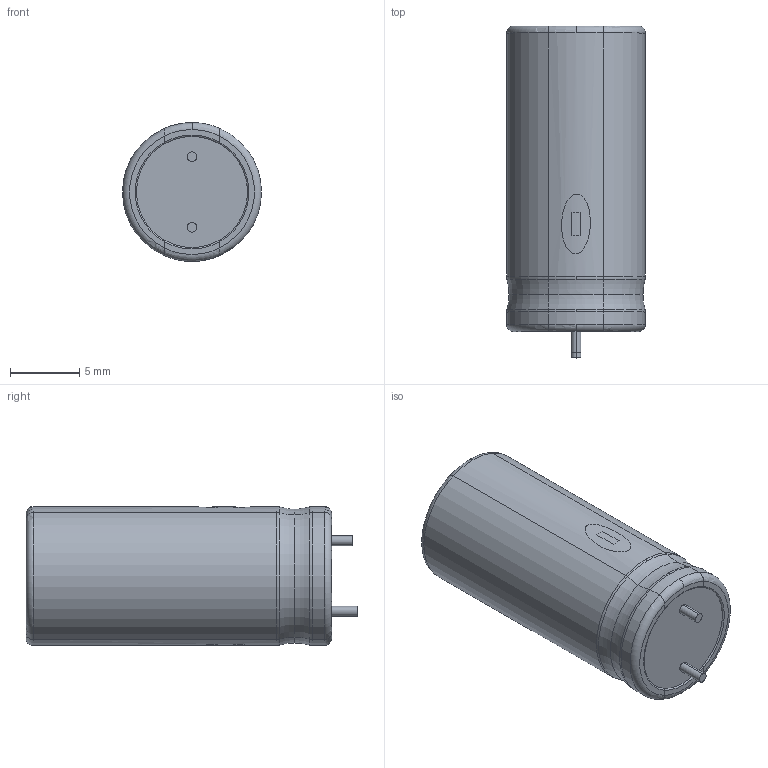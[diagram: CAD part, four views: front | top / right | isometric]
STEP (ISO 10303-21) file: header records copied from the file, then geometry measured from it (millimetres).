
FILE_DESCRIPTION (( 'STEP AP214' ), '1' );
FILE_NAME ('a.STEP', '2017-12-11T18:04:47', ( '' ), ( '' ), 'SwSTEP 2.0', 'SolidWorks 2016', '' );
FILE_SCHEMA (( 'AUTOMOTIVE_DESIGN' ));
Length unit declared in the file: millimetre
Products named in the file (1): a
Bounding box: 10 x 23.9 x 10 mm (x, y, z)
Volume: 1706.9 mm3; surface area: 847.8 mm2
Topology: 1 solids, 1 shells, 89 faces, 201 edges, 118 vertices
Faces by surface type: torus 40, cylinder 25, plane 24
Entity records: 3018 total; most frequent: CARTESIAN_POINT 623, DIRECTION 467, ORIENTED_EDGE 402, AXIS2_PLACEMENT_3D 204, EDGE_CURVE 201, VERTEX_POINT 118, CIRCLE 114, EDGE_LOOP 93
